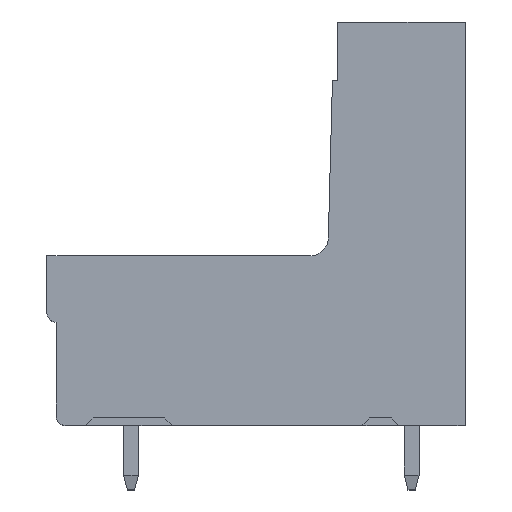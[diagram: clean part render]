
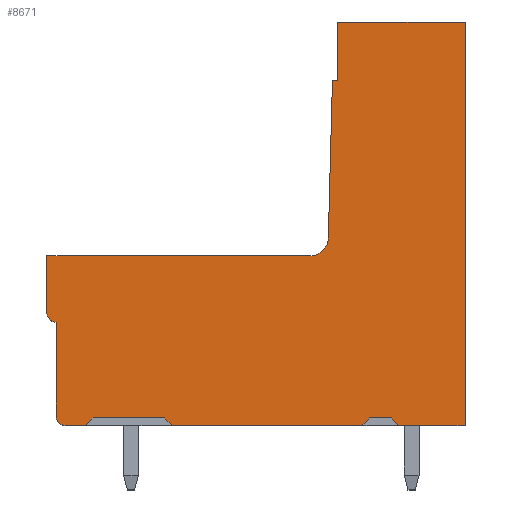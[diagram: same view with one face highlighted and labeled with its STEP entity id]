
A CAD part, top view. The second image highlights one B-rep face of the part: STEP entity #8671.
In plain terms, the highlighted planar face has unit normal (0, 0, 1).
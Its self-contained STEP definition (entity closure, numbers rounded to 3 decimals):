
#357=DIRECTION('',(0.,-1.,0.));
#358=VECTOR('',#357,5.1);
#359=CARTESIAN_POINT('',(-22.194,5.6,-119.823));
#360=LINE('',#359,#358);
#1187=DIRECTION('',(-1.,0.,0.));
#1188=VECTOR('',#1187,0.3);
#1189=CARTESIAN_POINT('',(-6.894,18.7,-119.823));
#1190=LINE('',#1189,#1188);
#1195=DIRECTION('',(0.,-1.,0.));
#1196=VECTOR('',#1195,3.2);
#1197=CARTESIAN_POINT('',(-6.894,21.9,-119.823));
#1198=LINE('',#1197,#1196);
#2015=DIRECTION('',(0.,1.,0.));
#2016=VECTOR('',#2015,21.9);
#2017=CARTESIAN_POINT('',(0.006,0.,
-119.823));
#2018=LINE('',#2017,#2016);
#2946=DIRECTION('',(-1.,0.,0.));
#2947=VECTOR('',#2946,10.3);
#2948=CARTESIAN_POINT('',(-5.594,0.,
-119.823));
#2949=LINE('',#2948,#2947);
#2950=DIRECTION('',(-0.707,0.707,0.));
#2951=VECTOR('',#2950,0.566);
#2952=CARTESIAN_POINT('',(-15.894,0.,
-119.823));
#2953=LINE('',#2952,#2951);
#2954=DIRECTION('',(-1.,0.,0.));
#2955=VECTOR('',#2954,3.9);
#2956=CARTESIAN_POINT('',(-16.294,0.4,
-119.823));
#2957=LINE('',#2956,#2955);
#2958=DIRECTION('',(-1.,0.,0.));
#2959=VECTOR('',#2958,1.1);
#2960=CARTESIAN_POINT('',(-20.594,0.,
-119.823));
#2961=LINE('',#2960,#2959);
#2962=CARTESIAN_POINT('',(-21.694,0.5,-119.823));
#2963=DIRECTION('',(0.,0.,-1.));
#2964=DIRECTION('',(0.,-1.,0.));
#2965=AXIS2_PLACEMENT_3D('',#2962,#2963,#2964);
#2967=CARTESIAN_POINT('',(-22.194,6.1,-119.823));
#2968=DIRECTION('',(0.,0.,-1.));
#2969=DIRECTION('',(0.,-1.,0.));
#2970=AXIS2_PLACEMENT_3D('',#2967,#2968,#2969);
#2972=DIRECTION('',(0.,1.,0.));
#2973=VECTOR('',#2972,3.1);
#2974=CARTESIAN_POINT('',(-22.694,6.1,
-119.823));
#2975=LINE('',#2974,#2973);
#2976=DIRECTION('',(1.,0.,0.));
#2977=VECTOR('',#2976,14.277);
#2978=CARTESIAN_POINT('',(-22.694,9.2,-119.823));
#2979=LINE('',#2978,#2977);
#2980=CARTESIAN_POINT('',(-8.417,10.2,-119.823));
#2981=DIRECTION('',(0.,0.,1.));
#2982=DIRECTION('',(0.,-1.,0.));
#2983=AXIS2_PLACEMENT_3D('',#2980,#2981,#2982);
#2985=DIRECTION('',(0.026,1.,0.));
#2986=VECTOR('',#2985,8.529);
#2987=CARTESIAN_POINT('',(-7.417,10.174,
-119.823));
#2988=LINE('',#2987,#2986);
#2989=DIRECTION('',(1.,0.,0.));
#2990=VECTOR('',#2989,6.9);
#2991=CARTESIAN_POINT('',(-6.894,21.9,-119.823));
#2992=LINE('',#2991,#2990);
#2993=DIRECTION('',(-1.,0.,0.));
#2994=VECTOR('',#2993,3.6);
#2995=CARTESIAN_POINT('',(0.006,0.,
-119.823));
#2996=LINE('',#2995,#2994);
#2997=DIRECTION('',(-0.707,0.707,0.));
#2998=VECTOR('',#2997,0.566);
#2999=CARTESIAN_POINT('',(-3.594,0.,
-119.823));
#3000=LINE('',#2999,#2998);
#3001=DIRECTION('',(-0.707,-0.707,0.));
#3002=VECTOR('',#3001,0.566);
#3003=CARTESIAN_POINT('',(-5.194,0.4,
-119.823));
#3004=LINE('',#3003,#3002);
#3021=DIRECTION('',(-0.707,-0.707,0.));
#3022=VECTOR('',#3021,0.566);
#3023=CARTESIAN_POINT('',(-20.194,0.4,
-119.823));
#3024=LINE('',#3023,#3022);
#3057=DIRECTION('',(1.,0.,0.));
#3058=VECTOR('',#3057,1.2);
#3059=CARTESIAN_POINT('',(-5.194,0.4,
-119.823));
#3060=LINE('',#3059,#3058);
#3735=CARTESIAN_POINT('',(-5.594,0.,
-119.823));
#3737=VERTEX_POINT('',#3735);
#3741=CARTESIAN_POINT('',(-3.594,0.,
-119.823));
#3742=VERTEX_POINT('',#3741);
#3858=CARTESIAN_POINT('',(-16.294,0.4,
-119.823));
#3859=VERTEX_POINT('',#3858);
#3860=CARTESIAN_POINT('',(-7.417,10.174,
-119.823));
#3861=CARTESIAN_POINT('',(-7.194,18.7,-119.823));
#3862=VERTEX_POINT('',#3860);
#3863=VERTEX_POINT('',#3861);
#3864=CARTESIAN_POINT('',(-6.894,18.7,-119.823));
#3865=VERTEX_POINT('',#3864);
#3866=CARTESIAN_POINT('',(-6.894,21.9,-119.823));
#3867=VERTEX_POINT('',#3866);
#3868=CARTESIAN_POINT('',(-3.994,0.4,
-119.823));
#3869=VERTEX_POINT('',#3868);
#3870=CARTESIAN_POINT('',(-5.194,0.4,
-119.823));
#3871=VERTEX_POINT('',#3870);
#3876=CARTESIAN_POINT('',(-21.694,0.,-119.823));
#3877=CARTESIAN_POINT('',(-22.194,0.5,
-119.823));
#3878=VERTEX_POINT('',#3876);
#3879=VERTEX_POINT('',#3877);
#3880=CARTESIAN_POINT('',(-22.194,5.6,-119.823));
#3881=VERTEX_POINT('',#3880);
#3882=CARTESIAN_POINT('',(-22.694,6.1,
-119.823));
#3883=VERTEX_POINT('',#3882);
#3884=CARTESIAN_POINT('',(-22.694,9.2,-119.823));
#3885=VERTEX_POINT('',#3884);
#4134=CARTESIAN_POINT('',(0.006,0.,
-119.823));
#4135=CARTESIAN_POINT('',(0.006,21.9,-119.823));
#4136=VERTEX_POINT('',#4134);
#4137=VERTEX_POINT('',#4135);
#4138=CARTESIAN_POINT('',(-20.194,0.4,
-119.823));
#4139=CARTESIAN_POINT('',(-20.594,0.,
-119.823));
#4140=VERTEX_POINT('',#4138);
#4141=VERTEX_POINT('',#4139);
#4142=CARTESIAN_POINT('',(-15.894,0.,
-119.823));
#4143=VERTEX_POINT('',#4142);
#4144=CARTESIAN_POINT('',(-8.417,9.2,-119.823));
#4145=VERTEX_POINT('',#4144);
#8638=CARTESIAN_POINT('',(-21.694,0.5,
-119.823));
#8639=DIRECTION('',(0.,0.,-1.));
#8640=DIRECTION('',(-1.,0.,0.));
#8641=AXIS2_PLACEMENT_3D('',#8638,#8639,#8640);
#8642=PLANE('',#8641);
#8643=ORIENTED_EDGE('',*,*,#4253,.T.);
#8645=ORIENTED_EDGE('',*,*,#8644,.T.);
#8647=ORIENTED_EDGE('',*,*,#8646,.T.);
#8649=ORIENTED_EDGE('',*,*,#8648,.T.);
#8650=ORIENTED_EDGE('',*,*,#4245,.T.);
#8651=ORIENTED_EDGE('',*,*,#4769,.T.);
#8652=ORIENTED_EDGE('',*,*,#4784,.F.);
#8653=ORIENTED_EDGE('',*,*,#4799,.T.);
#8654=ORIENTED_EDGE('',*,*,#4814,.T.);
#8655=ORIENTED_EDGE('',*,*,#4829,.T.);
#8656=ORIENTED_EDGE('',*,*,#6056,.T.);
#8657=ORIENTED_EDGE('',*,*,#6071,.T.);
#8658=ORIENTED_EDGE('',*,*,#6086,.F.);
#8659=ORIENTED_EDGE('',*,*,#6101,.F.);
#8660=ORIENTED_EDGE('',*,*,#6116,.T.);
#8661=ORIENTED_EDGE('',*,*,#7292,.F.);
#8662=ORIENTED_EDGE('',*,*,#4261,.T.);
#8664=ORIENTED_EDGE('',*,*,#8663,.T.);
#8666=ORIENTED_EDGE('',*,*,#8665,.F.);
#8668=ORIENTED_EDGE('',*,*,#8667,.T.);
#8669=EDGE_LOOP('',(#8643,#8645,#8647,#8649,#8650,#8651,#8652,#8653,#8654,#8655,
#8656,#8657,#8658,#8659,#8660,#8661,#8662,#8664,#8666,#8668));
#8670=FACE_OUTER_BOUND('',#8669,.F.);
#8671=ADVANCED_FACE('',(#8670),#8642,.F.);
#2966=CIRCLE('',#2965,0.5);
#2971=CIRCLE('',#2970,0.5);
#2984=CIRCLE('',#2983,1.);
#4245=EDGE_CURVE('',#4141,#3878,#2961,.T.);
#4253=EDGE_CURVE('',#3737,#4143,#2949,.T.);
#4261=EDGE_CURVE('',#4136,#3742,#2996,.T.);
#4769=EDGE_CURVE('',#3878,#3879,#2966,.T.);
#4784=EDGE_CURVE('',#3881,#3879,#360,.T.);
#4799=EDGE_CURVE('',#3881,#3883,#2971,.T.);
#4814=EDGE_CURVE('',#3883,#3885,#2975,.T.);
#4829=EDGE_CURVE('',#3885,#4145,#2979,.T.);
#6056=EDGE_CURVE('',#4145,#3862,#2984,.T.);
#6071=EDGE_CURVE('',#3862,#3863,#2988,.T.);
#6086=EDGE_CURVE('',#3865,#3863,#1190,.T.);
#6101=EDGE_CURVE('',#3867,#3865,#1198,.T.);
#6116=EDGE_CURVE('',#3867,#4137,#2992,.T.);
#7292=EDGE_CURVE('',#4136,#4137,#2018,.T.);
#8644=EDGE_CURVE('',#4143,#3859,#2953,.T.);
#8646=EDGE_CURVE('',#3859,#4140,#2957,.T.);
#8648=EDGE_CURVE('',#4140,#4141,#3024,.T.);
#8663=EDGE_CURVE('',#3742,#3869,#3000,.T.);
#8665=EDGE_CURVE('',#3871,#3869,#3060,.T.);
#8667=EDGE_CURVE('',#3871,#3737,#3004,.T.);
